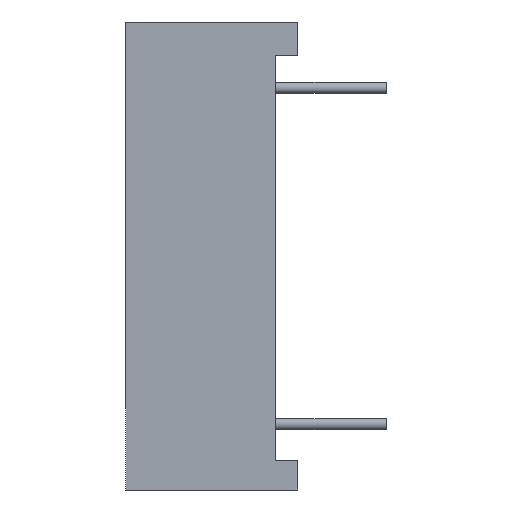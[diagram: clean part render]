
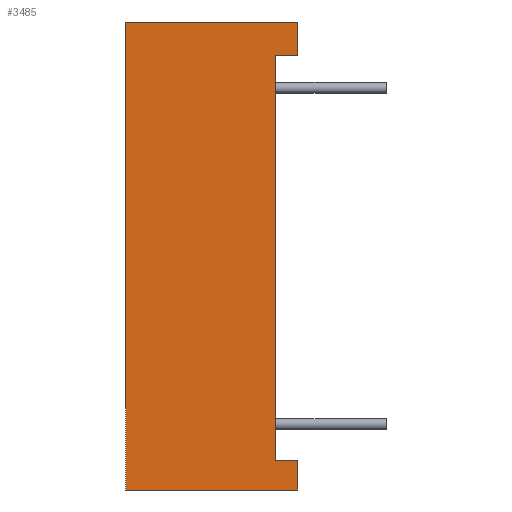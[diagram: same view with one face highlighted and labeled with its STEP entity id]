
A CAD part, left-side view. The second image highlights one B-rep face of the part: STEP entity #3485.
In plain terms, the highlighted planar face has unit normal (-1, 0, 0).
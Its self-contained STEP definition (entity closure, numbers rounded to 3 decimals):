
#2600 = VECTOR ( 'NONE', #2866, 1000. ) ;
#2608 = VECTOR ( 'NONE', #2890, 1000. ) ;
#2864 = LINE ( 'NONE', #2865, #2600 ) ;
#2865 = CARTESIAN_POINT ( 'NONE',  ( -12.6, -7.8, -10.6 ) ) ;
#2866 = DIRECTION ( 'NONE',  ( 0., 1., 0. ) ) ;
#2888 = LINE ( 'NONE', #2889, #2608 ) ;
#2889 = CARTESIAN_POINT ( 'NONE',  ( -12.6, -7.8, 10.6 ) ) ;
#2890 = DIRECTION ( 'NONE',  ( 0., 1., 0. ) ) ;
#3485 = ADVANCED_FACE ( 'NONE', ( #9221 ), #9524, .T. ) ;
#3649 = EDGE_CURVE ( 'NONE', #4532, #4533, #10214, .T. ) ;
#3654 = EDGE_CURVE ( 'NONE', #4527, #4528, #10229, .T. ) ;
#3658 = EDGE_CURVE ( 'NONE', #4609, #4532, #10241, .T. ) ;
#3660 = EDGE_CURVE ( 'NONE', #4528, #4697, #10247, .T. ) ;
#3769 = EDGE_CURVE ( 'NONE', #3878, #3880, #10939, .T. ) ;
#3878 = VERTEX_POINT ( 'NONE', #11059 ) ;
#3880 = VERTEX_POINT ( 'NONE', #11061 ) ;
#4527 = VERTEX_POINT ( 'NONE', #11431 ) ;
#4528 = VERTEX_POINT ( 'NONE', #11432 ) ;
#4532 = VERTEX_POINT ( 'NONE', #11436 ) ;
#4533 = VERTEX_POINT ( 'NONE', #11437 ) ;
#4609 = VERTEX_POINT ( 'NONE', #11496 ) ;
#4697 = VERTEX_POINT ( 'NONE', #11584 ) ;
#4768 = EDGE_LOOP ( 'NONE', ( #5282, #5283, #5284, #5280, #5285, #5286, #5287, #5288 ) ) ;
#5280 = ORIENTED_EDGE ( 'NONE', *, *, #3769, .F. ) ;
#5282 = ORIENTED_EDGE ( 'NONE', *, *, #3658, .T. ) ;
#5283 = ORIENTED_EDGE ( 'NONE', *, *, #3649, .T. ) ;
#5284 = ORIENTED_EDGE ( 'NONE', *, *, #18107, .T. ) ;
#5285 = ORIENTED_EDGE ( 'NONE', *, *, #18099, .F. ) ;
#5286 = ORIENTED_EDGE ( 'NONE', *, *, #3654, .T. ) ;
#5287 = ORIENTED_EDGE ( 'NONE', *, *, #3660, .T. ) ;
#5288 = ORIENTED_EDGE ( 'NONE', *, *, #5570, .T. ) ;
#5570 = EDGE_CURVE ( 'NONE', #4697, #4609, #11758, .T. ) ;
#9221 = FACE_OUTER_BOUND ( 'NONE', #4768, .T. ) ;
#9227 = AXIS2_PLACEMENT_3D ( 'NONE', #9525, #9526, #9527 ) ;
#9524 = PLANE ( 'NONE',  #9227 ) ;
#9525 = CARTESIAN_POINT ( 'NONE',  ( -12.6, -7.8, 0. ) ) ;
#9526 = DIRECTION ( 'NONE',  ( -1., 0., 0. ) ) ;
#9527 = DIRECTION ( 'NONE',  ( 0., 0., 1. ) ) ;
#10214 = LINE ( 'NONE', #10215, #10583 ) ;
#10215 = CARTESIAN_POINT ( 'NONE',  ( -12.6, -7.8, 0. ) ) ;
#10216 = DIRECTION ( 'NONE',  ( 0., 0., 1. ) ) ;
#10229 = LINE ( 'NONE', #10230, #10588 ) ;
#10230 = CARTESIAN_POINT ( 'NONE',  ( -12.6, -7.8, 0. ) ) ;
#10231 = DIRECTION ( 'NONE',  ( 0., 0., 1. ) ) ;
#10241 = LINE ( 'NONE', #10242, #10592 ) ;
#10242 = CARTESIAN_POINT ( 'NONE',  ( -12.6, -6.8, 9.1 ) ) ;
#10243 = DIRECTION ( 'NONE',  ( 0., -1., 0. ) ) ;
#10247 = LINE ( 'NONE', #10248, #10594 ) ;
#10248 = CARTESIAN_POINT ( 'NONE',  ( -12.6, -6.8, -9.248 ) ) ;
#10249 = DIRECTION ( 'NONE',  ( 0., 1., 0. ) ) ;
#10583 = VECTOR ( 'NONE', #10216, 1000. ) ;
#10588 = VECTOR ( 'NONE', #10231, 1000. ) ;
#10592 = VECTOR ( 'NONE', #10243, 1000. ) ;
#10594 = VECTOR ( 'NONE', #10249, 1000. ) ;
#10939 = LINE ( 'NONE', #10940, #11886 ) ;
#10940 = CARTESIAN_POINT ( 'NONE',  ( -12.6, 0., 0. ) ) ;
#10941 = DIRECTION ( 'NONE',  ( 0., 0., 1. ) ) ;
#11059 = CARTESIAN_POINT ( 'NONE',  ( -12.6, 0., -10.6 ) ) ;
#11061 = CARTESIAN_POINT ( 'NONE',  ( -12.6, 0., 10.6 ) ) ;
#11431 = CARTESIAN_POINT ( 'NONE',  ( -12.6, -7.8, -10.6 ) ) ;
#11432 = CARTESIAN_POINT ( 'NONE',  ( -12.6, -7.8, -9.248 ) ) ;
#11436 = CARTESIAN_POINT ( 'NONE',  ( -12.6, -7.8, 9.1 ) ) ;
#11437 = CARTESIAN_POINT ( 'NONE',  ( -12.6, -7.8, 10.6 ) ) ;
#11496 = CARTESIAN_POINT ( 'NONE',  ( -12.6, -6.8, 9.1 ) ) ;
#11584 = CARTESIAN_POINT ( 'NONE',  ( -12.6, -6.8, -9.248 ) ) ;
#11758 = LINE ( 'NONE', #11759, #11982 ) ;
#11759 = CARTESIAN_POINT ( 'NONE',  ( -12.6, -6.8, 9.1 ) ) ;
#11760 = DIRECTION ( 'NONE',  ( 0., 0., 1. ) ) ;
#11886 = VECTOR ( 'NONE', #10941, 1000. ) ;
#11982 = VECTOR ( 'NONE', #11760, 1000. ) ;
#18099 = EDGE_CURVE ( 'NONE', #4527, #3878, #2864, .T. ) ;
#18107 = EDGE_CURVE ( 'NONE', #4533, #3880, #2888, .T. ) ;
